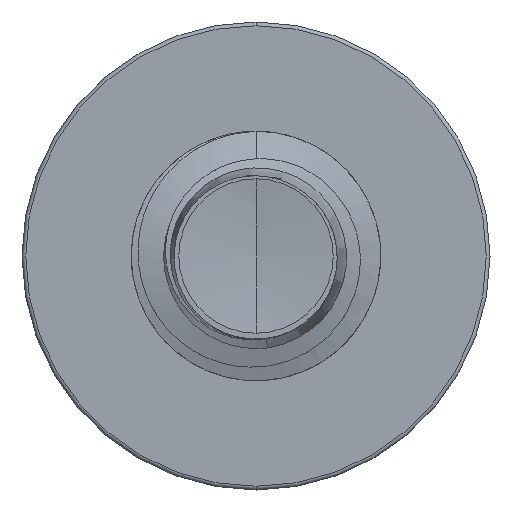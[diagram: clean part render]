
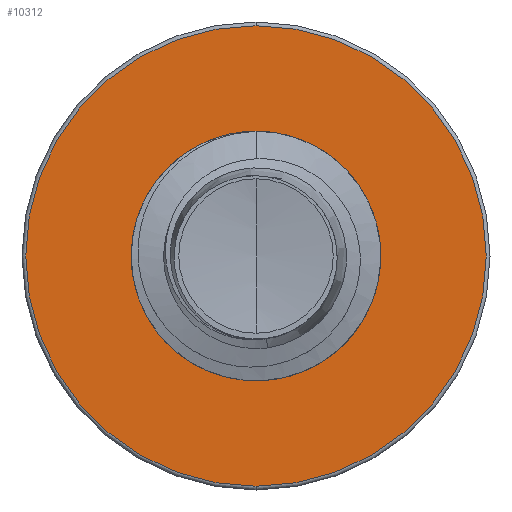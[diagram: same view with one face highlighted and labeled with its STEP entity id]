
A CAD part, front view. The second image highlights one B-rep face of the part: STEP entity #10312.
In plain terms, the highlighted planar face has unit normal (0, -1, 0).
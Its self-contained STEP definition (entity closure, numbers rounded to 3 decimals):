
#481 = AXIS2_PLACEMENT_3D ( 'NONE', #7405, #565, #8319 ) ;
#565 = DIRECTION ( 'NONE',  ( 0., 1., 0. ) ) ;
#702 = AXIS2_PLACEMENT_3D ( 'NONE', #10900, #5360, #11751 ) ;
#1749 = AXIS2_PLACEMENT_3D ( 'NONE', #11641, #9995, #9941 ) ;
#2266 = CARTESIAN_POINT ( 'NONE',  ( 0., 2.5, -1.476 ) ) ;
#2618 = AXIS2_PLACEMENT_3D ( 'NONE', #4956, #4943, #4803 ) ;
#3486 = CIRCLE ( 'NONE', #481, 1.476 ) ;
#4250 = CARTESIAN_POINT ( 'NONE',  ( 0., 2.5, 1.476 ) ) ;
#4564 = DIRECTION ( 'NONE',  ( 0., 0., 1. ) ) ;
#4683 = DIRECTION ( 'NONE',  ( 0., 1., 0. ) ) ;
#4705 = CARTESIAN_POINT ( 'NONE',  ( 0., 2.5, 0. ) ) ;
#4803 = DIRECTION ( 'NONE',  ( 0., 0., 1. ) ) ;
#4943 = DIRECTION ( 'NONE',  ( 0., 1., 0. ) ) ;
#4956 = CARTESIAN_POINT ( 'NONE',  ( 0., 2.5, 0. ) ) ;
#5249 = FACE_OUTER_BOUND ( 'NONE', #6578, .T. ) ;
#5360 = DIRECTION ( 'NONE',  ( 0., 1., 0. ) ) ;
#5470 = VERTEX_POINT ( 'NONE', #4250 ) ;
#5498 = CARTESIAN_POINT ( 'NONE',  ( 0., 2.5, 0.799 ) ) ;
#6578 = EDGE_LOOP ( 'NONE', ( #10812, #11002 ) ) ;
#6708 = VERTEX_POINT ( 'NONE', #2266 ) ;
#7405 = CARTESIAN_POINT ( 'NONE',  ( 0., 2.5, 0. ) ) ;
#7787 = CIRCLE ( 'NONE', #2618, 1.476 ) ;
#8319 = DIRECTION ( 'NONE',  ( 0., 0., 1. ) ) ;
#8987 = EDGE_LOOP ( 'NONE', ( #11199, #11426 ) ) ;
#9101 = VERTEX_POINT ( 'NONE', #5498 ) ;
#9146 = CIRCLE ( 'NONE', #702, 0.799 ) ;
#9590 = AXIS2_PLACEMENT_3D ( 'NONE', #4705, #4683, #4564 ) ;
#9941 = DIRECTION ( 'NONE',  ( 0., 0., 1. ) ) ;
#9944 = EDGE_CURVE ( 'NONE', #5470, #6708, #7787, .T. ) ;
#9945 = EDGE_CURVE ( 'NONE', #11568, #9101, #10124, .T. ) ;
#9995 = DIRECTION ( 'NONE',  ( 0., 1., 0. ) ) ;
#10124 = CIRCLE ( 'NONE', #9590, 0.799 ) ;
#10267 = FACE_BOUND ( 'NONE', #8987, .T. ) ;
#10312 = ADVANCED_FACE ( 'NONE', ( #5249, #10267 ), #10999, .F. ) ;
#10812 = ORIENTED_EDGE ( 'NONE', *, *, #9944, .F. ) ;
#10900 = CARTESIAN_POINT ( 'NONE',  ( 0., 2.5, 0. ) ) ;
#10999 = PLANE ( 'NONE',  #1749 ) ;
#11002 = ORIENTED_EDGE ( 'NONE', *, *, #11373, .F. ) ;
#11199 = ORIENTED_EDGE ( 'NONE', *, *, #11369, .T. ) ;
#11369 = EDGE_CURVE ( 'NONE', #9101, #11568, #9146, .T. ) ;
#11373 = EDGE_CURVE ( 'NONE', #6708, #5470, #3486, .T. ) ;
#11426 = ORIENTED_EDGE ( 'NONE', *, *, #9945, .T. ) ;
#11568 = VERTEX_POINT ( 'NONE', #12601 ) ;
#11641 = CARTESIAN_POINT ( 'NONE',  ( 0., 2.5, -0.799 ) ) ;
#11751 = DIRECTION ( 'NONE',  ( 0., 0., 1. ) ) ;
#12601 = CARTESIAN_POINT ( 'NONE',  ( 0., 2.5, -0.799 ) ) ;
